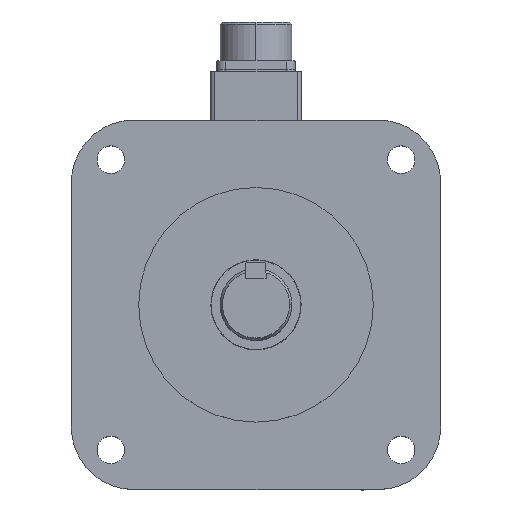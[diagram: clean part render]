
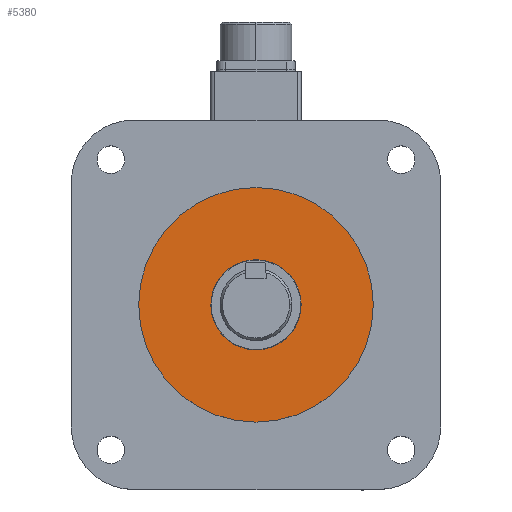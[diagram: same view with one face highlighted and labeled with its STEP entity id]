
A CAD part, top view. The second image highlights one B-rep face of the part: STEP entity #5380.
In plain terms, the highlighted planar face has unit normal (0, 0, 1).
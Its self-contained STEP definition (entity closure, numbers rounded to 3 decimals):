
#5380 = ADVANCED_FACE ( 'NONE', ( #51786 ), #43459, .T. ) ;
#5427 = CARTESIAN_POINT ( 'NONE',  ( -57.15, 0., 21.2 ) ) ;
#5812 = AXIS2_PLACEMENT_3D ( 'NONE', #18764, #47776, #22952 ) ;
#9198 = DIRECTION ( 'NONE',  ( 0., 0., 1. ) ) ;
#9471 = AXIS2_PLACEMENT_3D ( 'NONE', #34052, #9198, #38242 ) ;
#15893 = ORIENTED_EDGE ( 'NONE', *, *, #43021, .T. ) ;
#18464 = CARTESIAN_POINT ( 'NONE',  ( 0., 0., 21.2 ) ) ;
#18764 = CARTESIAN_POINT ( 'NONE',  ( 0., 0., 21.2 ) ) ;
#20222 = ORIENTED_EDGE ( 'NONE', *, *, #33998, .T. ) ;
#22602 = DIRECTION ( 'NONE',  ( 1., 0., 0. ) ) ;
#22952 = DIRECTION ( 'NONE',  ( 1., 0., 0. ) ) ;
#27236 = AXIS2_PLACEMENT_3D ( 'NONE', #18464, #47481, #22602 ) ;
#33998 = EDGE_CURVE ( 'NONE', #35776, #53360, #44073, .T. ) ;
#34052 = CARTESIAN_POINT ( 'NONE',  ( 0., 0., 21.2 ) ) ;
#35776 = VERTEX_POINT ( 'NONE', #41186 ) ;
#38242 = DIRECTION ( 'NONE',  ( 1., 0., 0. ) ) ;
#41186 = CARTESIAN_POINT ( 'NONE',  ( 57.15, 0., 21.2 ) ) ;
#43021 = EDGE_CURVE ( 'NONE', #53360, #35776, #51907, .T. ) ;
#43459 = PLANE ( 'NONE',  #5812 ) ;
#44073 = CIRCLE ( 'NONE', #9471, 57.15 ) ;
#47481 = DIRECTION ( 'NONE',  ( 0., 0., 1. ) ) ;
#47776 = DIRECTION ( 'NONE',  ( 0., 0., 1. ) ) ;
#51786 = FACE_OUTER_BOUND ( 'NONE', #53690, .T. ) ;
#51907 = CIRCLE ( 'NONE', #27236, 57.15 ) ;
#53360 = VERTEX_POINT ( 'NONE', #5427 ) ;
#53690 = EDGE_LOOP ( 'NONE', ( #15893, #20222 ) ) ;
